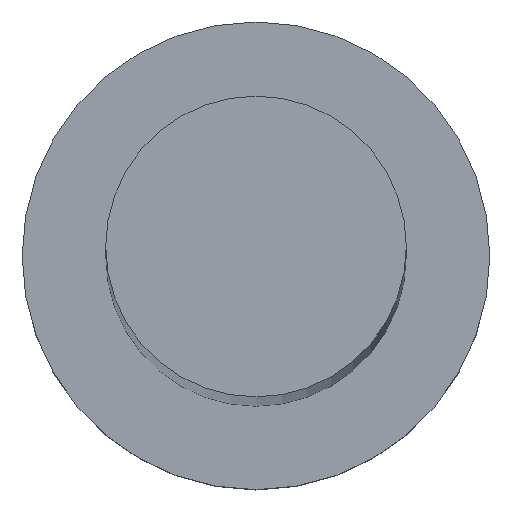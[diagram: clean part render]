
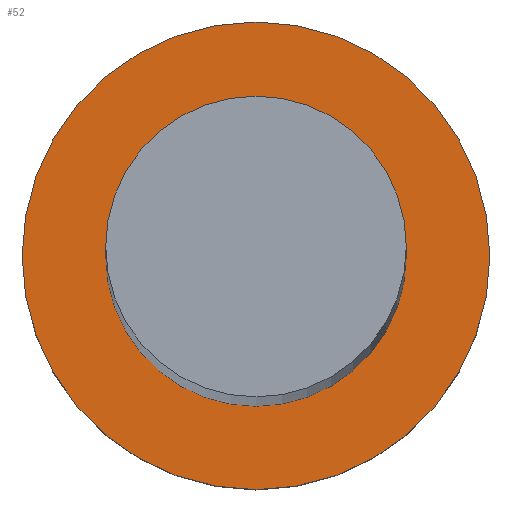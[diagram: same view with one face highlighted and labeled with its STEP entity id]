
A CAD part, top view. The second image highlights one B-rep face of the part: STEP entity #52.
In plain terms, the highlighted planar face has unit normal (0, 0, 1).
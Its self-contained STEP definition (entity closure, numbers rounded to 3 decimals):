
#9 = CARTESIAN_POINT ( 'NONE',  ( 7., 0., 5. ) ) ;
#10 = ORIENTED_EDGE ( 'NONE', *, *, #145, .T. ) ;
#13 = AXIS2_PLACEMENT_3D ( 'NONE', #15, #138, #161 ) ;
#15 = CARTESIAN_POINT ( 'NONE',  ( 0., 0., 5. ) ) ;
#26 = FACE_OUTER_BOUND ( 'NONE', #150, .T. ) ;
#29 = CIRCLE ( 'NONE', #91, 7. ) ;
#31 = CARTESIAN_POINT ( 'NONE',  ( 4.5, 0., 5. ) ) ;
#44 = PLANE ( 'NONE',  #162 ) ;
#46 = VERTEX_POINT ( 'NONE', #225 ) ;
#48 = CARTESIAN_POINT ( 'NONE',  ( 0., 0., 5. ) ) ;
#52 = ADVANCED_FACE ( 'NONE', ( #172, #26 ), #44, .T. ) ;
#55 = DIRECTION ( 'NONE',  ( 1., 0., 0. ) ) ;
#62 = VERTEX_POINT ( 'NONE', #31 ) ;
#79 = EDGE_CURVE ( 'NONE', #46, #62, #219, .T. ) ;
#80 = CARTESIAN_POINT ( 'NONE',  ( 0., 0., 5. ) ) ;
#87 = ORIENTED_EDGE ( 'NONE', *, *, #193, .F. ) ;
#91 = AXIS2_PLACEMENT_3D ( 'NONE', #80, #237, #55 ) ;
#92 = DIRECTION ( 'NONE',  ( 1., 0., 0. ) ) ;
#103 = EDGE_CURVE ( 'NONE', #245, #220, #113, .T. ) ;
#113 = CIRCLE ( 'NONE', #201, 7. ) ;
#114 = CARTESIAN_POINT ( 'NONE',  ( 0., 0., 5. ) ) ;
#120 = ORIENTED_EDGE ( 'NONE', *, *, #79, .F. ) ;
#122 = AXIS2_PLACEMENT_3D ( 'NONE', #48, #130, #247 ) ;
#128 = DIRECTION ( 'NONE',  ( 1., 0., 0. ) ) ;
#130 = DIRECTION ( 'NONE',  ( 0., 0., 1. ) ) ;
#138 = DIRECTION ( 'NONE',  ( 0., 0., 1. ) ) ;
#144 = CIRCLE ( 'NONE', #13, 4.5 ) ;
#145 = EDGE_CURVE ( 'NONE', #220, #245, #29, .T. ) ;
#150 = EDGE_LOOP ( 'NONE', ( #10, #190 ) ) ;
#161 = DIRECTION ( 'NONE',  ( 1., 0., 0. ) ) ;
#162 = AXIS2_PLACEMENT_3D ( 'NONE', #246, #191, #128 ) ;
#172 = FACE_BOUND ( 'NONE', #204, .T. ) ;
#179 = CARTESIAN_POINT ( 'NONE',  ( -7., 0., 5. ) ) ;
#190 = ORIENTED_EDGE ( 'NONE', *, *, #103, .T. ) ;
#191 = DIRECTION ( 'NONE',  ( 0., 0., 1. ) ) ;
#193 = EDGE_CURVE ( 'NONE', #62, #46, #144, .T. ) ;
#194 = DIRECTION ( 'NONE',  ( 0., 0., 1. ) ) ;
#201 = AXIS2_PLACEMENT_3D ( 'NONE', #114, #194, #92 ) ;
#204 = EDGE_LOOP ( 'NONE', ( #120, #87 ) ) ;
#219 = CIRCLE ( 'NONE', #122, 4.5 ) ;
#220 = VERTEX_POINT ( 'NONE', #179 ) ;
#225 = CARTESIAN_POINT ( 'NONE',  ( -4.5, 0., 5. ) ) ;
#237 = DIRECTION ( 'NONE',  ( 0., 0., 1. ) ) ;
#245 = VERTEX_POINT ( 'NONE', #9 ) ;
#246 = CARTESIAN_POINT ( 'NONE',  ( 0., 0., 5. ) ) ;
#247 = DIRECTION ( 'NONE',  ( 1., 0., 0. ) ) ;
